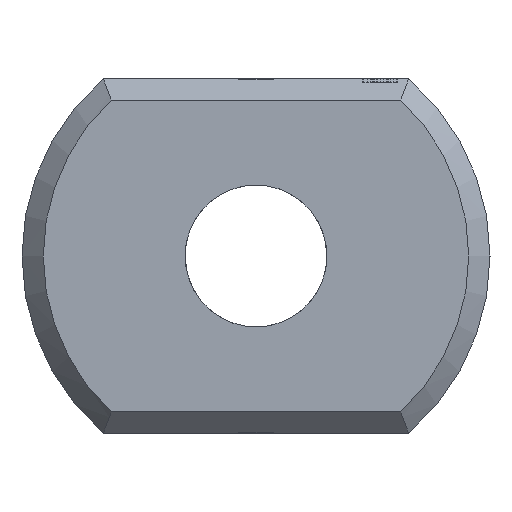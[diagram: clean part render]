
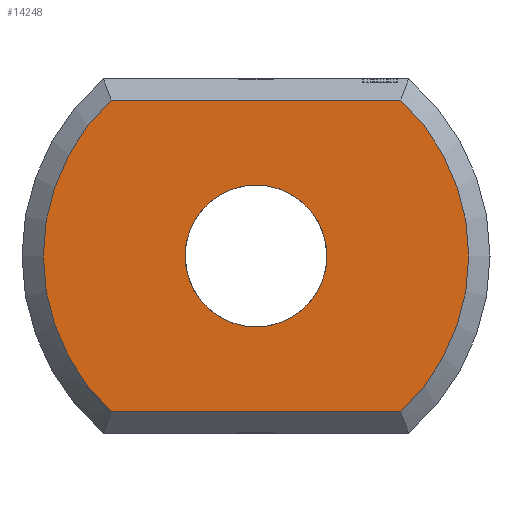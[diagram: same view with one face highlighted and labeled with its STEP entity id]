
A CAD part, left-side view. The second image highlights one B-rep face of the part: STEP entity #14248.
In plain terms, the highlighted planar face has unit normal (-1, 0, 0).
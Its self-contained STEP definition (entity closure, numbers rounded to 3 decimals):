
#3542 = VERTEX_POINT('',#3543);
#3543 = CARTESIAN_POINT('',(0.,-2.04,2.2));
#3552 = VERTEX_POINT('',#3553);
#3553 = CARTESIAN_POINT('',(0.,-2.04,-2.2));
#3560 = EDGE_CURVE('',#3542,#3552,#3561,.T.);
#3561 = CIRCLE('',#3562,3.);
#3562 = AXIS2_PLACEMENT_3D('',#3563,#3564,#3565);
#3563 = CARTESIAN_POINT('',(0.,0.,0.));
#3564 = DIRECTION('',(1.,0.,0.));
#3565 = DIRECTION('',(0.,-0.653,0.758)
  );
#4090 = VERTEX_POINT('',#4091);
#4091 = CARTESIAN_POINT('',(0.,2.04,2.2));
#4098 = EDGE_CURVE('',#3542,#4090,#4099,.T.);
#4099 = LINE('',#4100,#4101);
#4100 = CARTESIAN_POINT('',(0.,-2.154,2.2));
#4101 = VECTOR('',#4102,1.);
#4102 = DIRECTION('',(0.,1.,0.));
#14248 = ADVANCED_FACE('',(#14249,#14268),#14279,.F.);
#14249 = FACE_BOUND('',#14250,.F.);
#14250 = EDGE_LOOP('',(#14251,#14260,#14261,#14262));
#14251 = ORIENTED_EDGE('',*,*,#14252,.T.);
#14252 = EDGE_CURVE('',#14253,#4090,#14255,.T.);
#14253 = VERTEX_POINT('',#14254);
#14254 = CARTESIAN_POINT('',(0.,2.04,-2.2));
#14255 = CIRCLE('',#14256,3.);
#14256 = AXIS2_PLACEMENT_3D('',#14257,#14258,#14259);
#14257 = CARTESIAN_POINT('',(0.,0.,0.));
#14258 = DIRECTION('',(1.,0.,0.));
#14259 = DIRECTION('',(0.,0.653,-0.758)
  );
#14260 = ORIENTED_EDGE('',*,*,#4098,.F.);
#14261 = ORIENTED_EDGE('',*,*,#3560,.T.);
#14262 = ORIENTED_EDGE('',*,*,#14263,.T.);
#14263 = EDGE_CURVE('',#3552,#14253,#14264,.T.);
#14264 = LINE('',#14265,#14266);
#14265 = CARTESIAN_POINT('',(0.,-2.154,-2.2));
#14266 = VECTOR('',#14267,1.);
#14267 = DIRECTION('',(0.,1.,0.));
#14268 = FACE_BOUND('',#14269,.T.);
#14269 = EDGE_LOOP('',(#14270));
#14270 = ORIENTED_EDGE('',*,*,#14271,.T.);
#14271 = EDGE_CURVE('',#14272,#14272,#14274,.T.);
#14272 = VERTEX_POINT('',#14273);
#14273 = CARTESIAN_POINT('',(0.,1.,0.)
  );
#14274 = CIRCLE('',#14275,1.);
#14275 = AXIS2_PLACEMENT_3D('',#14276,#14277,#14278);
#14276 = CARTESIAN_POINT('',(0.,0.,0.));
#14277 = DIRECTION('',(1.,0.,0.));
#14278 = DIRECTION('',(0.,1.,0.));
#14279 = PLANE('',#14280);
#14280 = AXIS2_PLACEMENT_3D('',#14281,#14282,#14283);
#14281 = CARTESIAN_POINT('',(0.,0.,0.));
#14282 = DIRECTION('',(1.,0.,0.));
#14283 = DIRECTION('',(0.,0.,1.));
